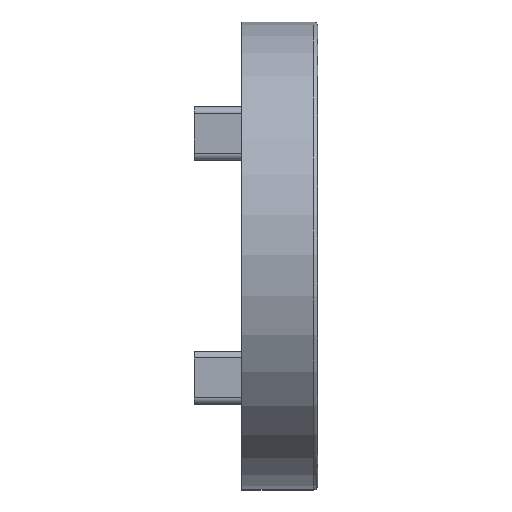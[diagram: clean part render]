
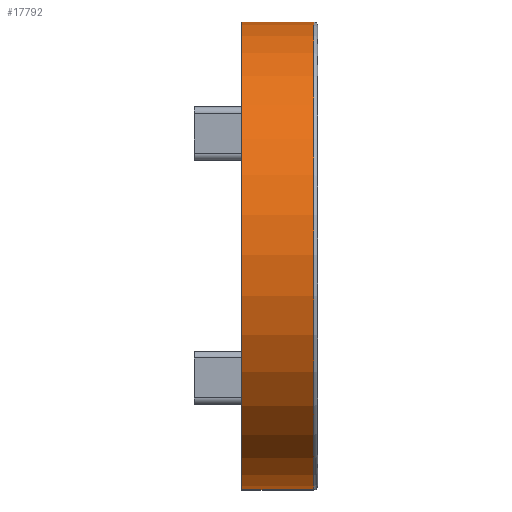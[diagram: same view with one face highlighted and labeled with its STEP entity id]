
A CAD part, top view. The second image highlights one B-rep face of the part: STEP entity #17792.
In plain terms, the highlighted cylindrical face has radius 17.25 mm (diameter 34.5 mm), a partial arc.
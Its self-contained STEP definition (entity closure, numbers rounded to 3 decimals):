
#430 = LINE ( 'NONE', #15518, #5935 ) ;
#1523 = CARTESIAN_POINT ( 'NONE',  ( 5.3, -17.25, 20.25 ) ) ;
#2645 = EDGE_CURVE ( 'NONE', #4026, #13957, #6006, .T. ) ;
#2737 = AXIS2_PLACEMENT_3D ( 'NONE', #8503, #3072, #10277 ) ;
#3072 = DIRECTION ( 'NONE',  ( 1., 0., 0. ) ) ;
#3233 = CARTESIAN_POINT ( 'NONE',  ( 5.6, -17.25, 20.25 ) ) ;
#3608 = AXIS2_PLACEMENT_3D ( 'NONE', #22282, #4916, #20468 ) ;
#3992 = ORIENTED_EDGE ( 'NONE', *, *, #5586, .T. ) ;
#4026 = VERTEX_POINT ( 'NONE', #1523 ) ;
#4660 = ORIENTED_EDGE ( 'NONE', *, *, #9661, .T. ) ;
#4748 = CIRCLE ( 'NONE', #2737, 17.25 ) ;
#4916 = DIRECTION ( 'NONE',  ( -1., 0., 0. ) ) ;
#5467 = VERTEX_POINT ( 'NONE', #18492 ) ;
#5586 = EDGE_CURVE ( 'NONE', #13957, #18635, #430, .T. ) ;
#5869 = AXIS2_PLACEMENT_3D ( 'NONE', #9327, #9025, #7251 ) ;
#5935 = VECTOR ( 'NONE', #20544, 1000. ) ;
#6006 = CIRCLE ( 'NONE', #5869, 17.25 ) ;
#7251 = DIRECTION ( 'NONE',  ( 0., 0., -1. ) ) ;
#8503 = CARTESIAN_POINT ( 'NONE',  ( 0., 0., 20.25 ) ) ;
#9025 = DIRECTION ( 'NONE',  ( -1., 0., 0. ) ) ;
#9327 = CARTESIAN_POINT ( 'NONE',  ( 5.3, 0., 20.25 ) ) ;
#9661 = EDGE_CURVE ( 'NONE', #18635, #5467, #4748, .T. ) ;
#10277 = DIRECTION ( 'NONE',  ( 0., 0., -1. ) ) ;
#12076 = ORIENTED_EDGE ( 'NONE', *, *, #2645, .T. ) ;
#12362 = LINE ( 'NONE', #3233, #17804 ) ;
#12440 = CARTESIAN_POINT ( 'NONE',  ( 5.3, 17.25, 20.25 ) ) ;
#12570 = EDGE_LOOP ( 'NONE', ( #22642, #12076, #3992, #4660 ) ) ;
#13957 = VERTEX_POINT ( 'NONE', #12440 ) ;
#14413 = EDGE_CURVE ( 'NONE', #4026, #5467, #12362, .T. ) ;
#14460 = CYLINDRICAL_SURFACE ( 'NONE', #3608, 17.25 ) ;
#15518 = CARTESIAN_POINT ( 'NONE',  ( 5.6, 17.25, 20.25 ) ) ;
#17792 = ADVANCED_FACE ( 'NONE', ( #20209 ), #14460, .T. ) ;
#17804 = VECTOR ( 'NONE', #22447, 1000. ) ;
#18113 = CARTESIAN_POINT ( 'NONE',  ( 0., 17.25, 20.25 ) ) ;
#18492 = CARTESIAN_POINT ( 'NONE',  ( 0., -17.25, 20.25 ) ) ;
#18635 = VERTEX_POINT ( 'NONE', #18113 ) ;
#20209 = FACE_OUTER_BOUND ( 'NONE', #12570, .T. ) ;
#20468 = DIRECTION ( 'NONE',  ( 0., 0., 1. ) ) ;
#20544 = DIRECTION ( 'NONE',  ( -1., 0., 0. ) ) ;
#22282 = CARTESIAN_POINT ( 'NONE',  ( 5.6, 0., 20.25 ) ) ;
#22447 = DIRECTION ( 'NONE',  ( -1., 0., 0. ) ) ;
#22642 = ORIENTED_EDGE ( 'NONE', *, *, #14413, .F. ) ;
